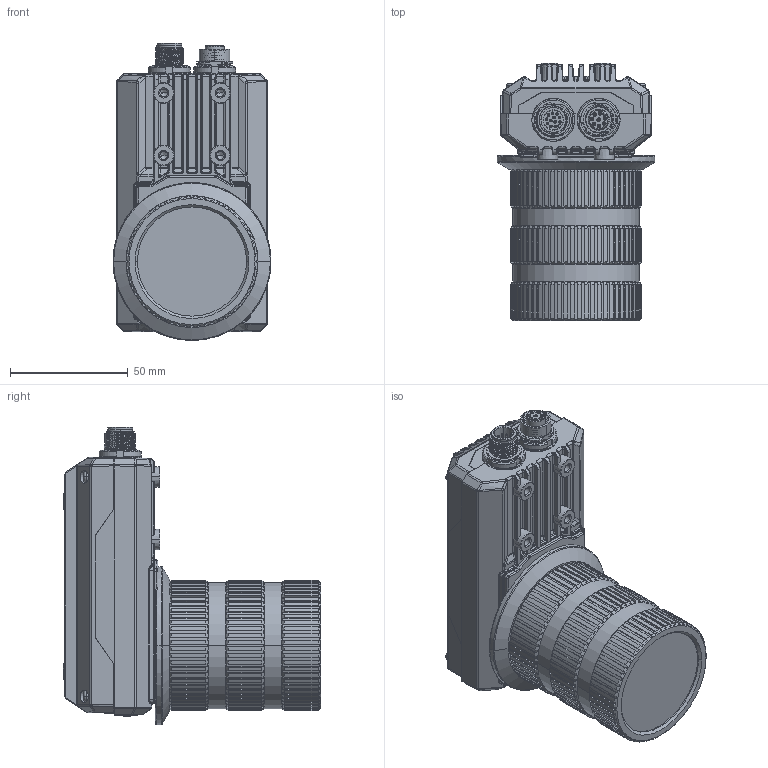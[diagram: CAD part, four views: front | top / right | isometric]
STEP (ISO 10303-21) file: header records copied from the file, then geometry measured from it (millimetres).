
FILE_DESCRIPTION((''),'2;1');
FILE_NAME('ID5120_ASM_ASM','2022-08-11T16:05:17',('liudeting'),(''),'CREO PARAMETRIC BY PTC INC, 2017260','CREO PARAMETRIC BY PTC INC, 2017260','');
FILE_SCHEMA(('CONFIG_CONTROL_DESIGN'));
Products named in the file (48): DE-13-000120_18_1_1_1; DE-13-000122_3_1_1_1; L102-M12-Z08A11F_2_1_1_1; L102-M12-Z12A23C_2_1_1_1_1; L102-M12-Z12A23C_2_2_1_1_1; L102-M12-Z12A23C_2_3_1_1_1; L102-M12-Z12A23C_2_4_1_1_1; L102-M12-Z12A23C_2_5_1_1_1; L102-M12-Z12A23C_2_6_1_1_1; L102-M12-Z12A23C_2_7_1_1_1; L102-M12-Z12A23C_2_8_1_1_1; L102-M12-Z12A23C_2_9_1_1_1; L102-M12-Z12A23C_2_10_1_1_1; L102-M12-Z12A23C_2_11_1_1_1; L102-M12-Z12A23C_2_12_1_1_1; L102-M12-Z12A23C_2_13_1_1_1; L102-M12-Z12A23C_2_14_1_1_1; L102-M12-Z12A23C_2_15_1_1_1; L102-M12-Z12A23C_2_16_1_1_1; L102-M12-Z12A23C_2_17_1_1_1; L102-M12-Z12A23C_2_18_1_1_1; L102-M12-Z12A23C_2_19_1_1_1; L102-M12-Z12A23C_2_20_1_1_1; L102-M12-Z12A23C_2_21_1_1_1; L102-M12-Z12A23C_2_22_1_1_1; L102-M12-Z12A23C_2_23_1_1_1; L102-M12-Z12A23C_2_24_1_1_1; L102-M12-Z12A23C_2_25_1_1_1; L102-M12-Z12A23C_2_26_1_1_1; L102-M12-Z12A23C_2_ASM_1_ASM_1__ASM; 349-PCB_FPC_ASM_3_ASM_1_ASM_1_A_ASM; M1906176_2_1_1_1_1; M1906176_2_1_1_1_2; M1906176_2_1_1_1_3; M1906176_2_1_1_1_4; M1906176_2_1_1_1_5; M1906176_2_1_1_1_6; M1906176_2_1_1_1_ASM; DAOGUANGZHUZUJIAN-01_ASM_3_ASM__ASM; SC-P0M2_5X6-BNI-GB818_2_1_1_1 ...
Assembly tree (51 placements, depth 6):
  ID5120_ASM_ASM
    ID5120_ASM_4_ASM
      DE-13-000120_18_1_1_1
      DE-13-000122_3_1_1_1
      349-PCB_FPC_ASM_3_ASM_1_ASM_1_A_ASM
        L102-M12-Z08A11F_2_1_1_1
        L102-M12-Z12A23C_2_ASM_1_ASM_1__ASM
          L102-M12-Z12A23C_2_1_1_1_1
          L102-M12-Z12A23C_2_2_1_1_1
          L102-M12-Z12A23C_2_3_1_1_1
          L102-M12-Z12A23C_2_4_1_1_1
          L102-M12-Z12A23C_2_5_1_1_1
          L102-M12-Z12A23C_2_6_1_1_1
          L102-M12-Z12A23C_2_7_1_1_1
          L102-M12-Z12A23C_2_8_1_1_1
          L102-M12-Z12A23C_2_9_1_1_1
          L102-M12-Z12A23C_2_10_1_1_1
          L102-M12-Z12A23C_2_11_1_1_1
          L102-M12-Z12A23C_2_12_1_1_1
          L102-M12-Z12A23C_2_13_1_1_1
          L102-M12-Z12A23C_2_14_1_1_1
          L102-M12-Z12A23C_2_15_1_1_1
          L102-M12-Z12A23C_2_16_1_1_1
          L102-M12-Z12A23C_2_17_1_1_1
          L102-M12-Z12A23C_2_18_1_1_1
          L102-M12-Z12A23C_2_19_1_1_1
          L102-M12-Z12A23C_2_20_1_1_1
          L102-M12-Z12A23C_2_21_1_1_1
          L102-M12-Z12A23C_2_22_1_1_1
          L102-M12-Z12A23C_2_23_1_1_1
          L102-M12-Z12A23C_2_24_1_1_1
          L102-M12-Z12A23C_2_25_1_1_1
          L102-M12-Z12A23C_2_26_1_1_1
      DAOGUANGZHUZUJIAN-01_ASM_3_ASM__ASM
        M1906176_2_1_1_1_ASM
          M1906176_2_1_1_1_1
          M1906176_2_1_1_1_2
          M1906176_2_1_1_1_3
          M1906176_2_1_1_1_4
          M1906176_2_1_1_1_5
          M1906176_2_1_1_1_6
      SC-P0M2_5X6-BNI-GB818_2_1_1_1  x4
      YUANLUOMU_1  x2
      C-NO-LED_ASM_ASM_2_ASM
        C-NO-LED_ASM_109_ASM_2_ASM
          DE-14-003903_100_2
          S-COVER-LENS_ASM_ASM_38_ASM_3_ASM
            DE-15-000090_28_3
Bounding box: 67 x 109 x 126 mm (x, y, z)
Volume: 438137.3 mm3; surface area: 95442.9 mm2
Topology: 43 solids, 64 shells, 4096 faces, 11262 edges, 7219 vertices
Faces by surface type: cylinder 1653, plane 1237, bspline 542, cone 283, torus 263, sphere 115, extrusion 3
Entity records: 181729 total; most frequent: CARTESIAN_POINT 85960, ORIENTED_EDGE 21116, DIRECTION 18787, EDGE_CURVE 10577, AXIS2_PLACEMENT_3D 7563, VERTEX_POINT 6876, EDGE_LOOP 4117, CIRCLE 4037
